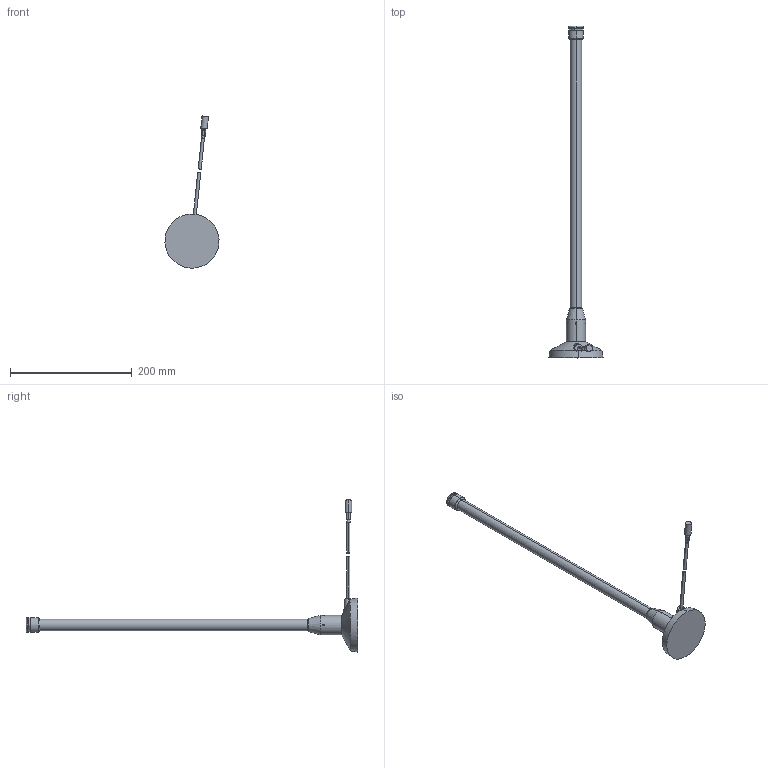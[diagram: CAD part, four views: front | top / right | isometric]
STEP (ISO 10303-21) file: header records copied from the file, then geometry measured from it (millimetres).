
FILE_DESCRIPTION (( 'STEP AP214' ), '1' );
FILE_NAME ('HG2409MGU.STEP', '2013-07-11T20:04:19', ( 'L-Com' ), ( 'L-Com Global Connectivity' ), 'SwSTEP 2.0', 'SolidWorks 2012', '' );
FILE_SCHEMA (( 'AUTOMOTIVE_DESIGN' ));
Length unit declared in the file: inch
Products named in the file (7): HMA3-XXXAYY_BASE; 195_short_cut; CONNECTOR REP_Small; HEATSH-HEX_stepd_195Black; HG2409MGU_MagBase; HG2409U; HG2409MGU
Assembly tree (6 placements, depth 3):
  HG2409MGU
    HG2409U
    HG2409MGU_MagBase
      HMA3-XXXAYY_BASE
      HEATSH-HEX_stepd_195Black
      CONNECTOR REP_Small
      195_short_cut
Bounding box: 88.69 x 545.09 x 249.86 mm (x, y, z)
Volume: 285240.4 mm3; surface area: 59082.8 mm2
Topology: 7 solids, 7 shells, 238 faces, 510 edges, 298 vertices
Faces by surface type: cylinder 86, cone 71, plane 59, torus 13, sphere 6, bspline 3
Entity records: 10079 total; most frequent: CARTESIAN_POINT 1718, DIRECTION 1214, ORIENTED_EDGE 1004, EDGE_CURVE 502, AXIS2_PLACEMENT_3D 498, VERTEX_POINT 296, EDGE_LOOP 256, CIRCLE 253
